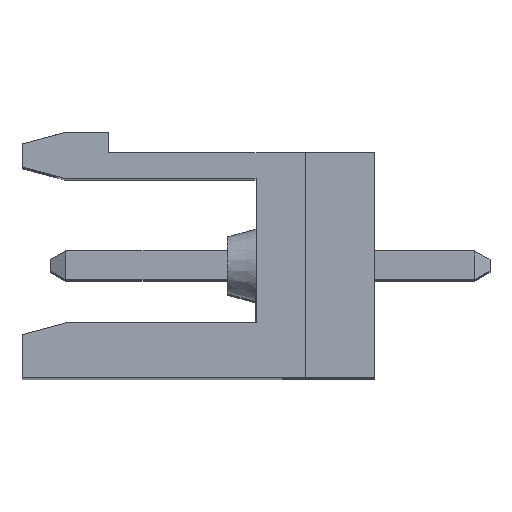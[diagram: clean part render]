
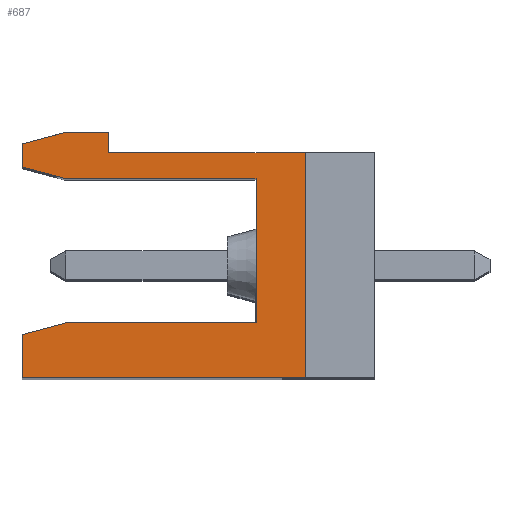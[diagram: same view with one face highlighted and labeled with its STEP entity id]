
A CAD part, top view. The second image highlights one B-rep face of the part: STEP entity #687.
In plain terms, the highlighted planar face has unit normal (0, 0, 1).
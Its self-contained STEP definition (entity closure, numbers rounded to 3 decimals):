
#687 = ADVANCED_FACE( '', ( #1479 ), #1480, .F. );
#1479 = FACE_OUTER_BOUND( '', #2357, .T. );
#1480 = PLANE( '', #2358 );
#2357 = EDGE_LOOP( '', ( #4395, #4396, #4397, #4398, #4399, #4400, #4401, #4402, #4403, #4404, #4405, #4406, #4407 ) );
#2358 = AXIS2_PLACEMENT_3D( '', #4408, #4409, #4410 );
#4395 = ORIENTED_EDGE( '', *, *, #5980, .T. );
#4396 = ORIENTED_EDGE( '', *, *, #5664, .T. );
#4397 = ORIENTED_EDGE( '', *, *, #5686, .F. );
#4398 = ORIENTED_EDGE( '', *, *, #5675, .T. );
#4399 = ORIENTED_EDGE( '', *, *, #5701, .F. );
#4400 = ORIENTED_EDGE( '', *, *, #5227, .F. );
#4401 = ORIENTED_EDGE( '', *, *, #5949, .F. );
#4402 = ORIENTED_EDGE( '', *, *, #5910, .F. );
#4403 = ORIENTED_EDGE( '', *, *, #5493, .F. );
#4404 = ORIENTED_EDGE( '', *, *, #5584, .F. );
#4405 = ORIENTED_EDGE( '', *, *, #5343, .F. );
#4406 = ORIENTED_EDGE( '', *, *, #5850, .F. );
#4407 = ORIENTED_EDGE( '', *, *, #5924, .T. );
#4408 = CARTESIAN_POINT( '', ( 197.225, 104.81, -24.28 ) );
#4409 = DIRECTION( '', ( 0., 0., -1. ) );
#4410 = DIRECTION( '', ( 0., -1., 0. ) );
#5227 = EDGE_CURVE( '', #6275, #6161, #6277, .T. );
#5343 = EDGE_CURVE( '', #6478, #6426, #6480, .T. );
#5493 = EDGE_CURVE( '', #6717, #6712, #6719, .T. );
#5584 = EDGE_CURVE( '', #6426, #6717, #6861, .T. );
#5664 = EDGE_CURVE( '', #6984, #6982, #6985, .T. );
#5675 = EDGE_CURVE( '', #7003, #7004, #7005, .T. );
#5686 = EDGE_CURVE( '', #7003, #6982, #7020, .T. );
#5701 = EDGE_CURVE( '', #6161, #7004, #7038, .T. );
#5850 = EDGE_CURVE( '', #7236, #6478, #7238, .T. );
#5910 = EDGE_CURVE( '', #6712, #7314, #7315, .T. );
#5924 = EDGE_CURVE( '', #7236, #7329, #7331, .T. );
#5949 = EDGE_CURVE( '', #7314, #6275, #7363, .T. );
#5980 = EDGE_CURVE( '', #7329, #6984, #7395, .T. );
#6161 = VERTEX_POINT( '', #7599 );
#6275 = VERTEX_POINT( '', #7770 );
#6277 = LINE( '', #7773, #7774 );
#6426 = VERTEX_POINT( '', #7990 );
#6478 = VERTEX_POINT( '', #8069 );
#6480 = LINE( '', #8072, #8073 );
#6712 = VERTEX_POINT( '', #8407 );
#6717 = VERTEX_POINT( '', #8414 );
#6719 = LINE( '', #8417, #8418 );
#6861 = LINE( '', #8638, #8639 );
#6982 = VERTEX_POINT( '', #8816 );
#6984 = VERTEX_POINT( '', #8819 );
#6985 = LINE( '', #8820, #8821 );
#7003 = VERTEX_POINT( '', #8848 );
#7004 = VERTEX_POINT( '', #8849 );
#7005 = LINE( '', #8850, #8851 );
#7020 = LINE( '', #8875, #8876 );
#7038 = LINE( '', #8904, #8905 );
#7236 = VERTEX_POINT( '', #9199 );
#7238 = LINE( '', #9202, #9203 );
#7314 = VERTEX_POINT( '', #9319 );
#7315 = LINE( '', #9320, #9321 );
#7329 = VERTEX_POINT( '', #9343 );
#7331 = LINE( '', #9346, #9347 );
#7363 = LINE( '', #9396, #9397 );
#7395 = LINE( '', #9446, #9447 );
#7599 = CARTESIAN_POINT( '', ( 194.425, 96.21, -24.28 ) );
#7770 = CARTESIAN_POINT( '', ( 204.225, 96.21, -24.28 ) );
#7773 = CARTESIAN_POINT( '', ( 194.225, 96.21, -24.28 ) );
#7774 = VECTOR( '', #9739, 1000. );
#7990 = CARTESIAN_POINT( '', ( 195.918, 104.71, -24.28 ) );
#8069 = CARTESIAN_POINT( '', ( 194.425, 104.31, -24.28 ) );
#8072 = CARTESIAN_POINT( '', ( 195.918, 104.71, -24.28 ) );
#8073 = VECTOR( '', #9841, 1000. );
#8407 = CARTESIAN_POINT( '', ( 197.425, 104.01, -24.28 ) );
#8414 = CARTESIAN_POINT( '', ( 197.425, 104.71, -24.28 ) );
#8417 = CARTESIAN_POINT( '', ( 197.425, 104.31, -24.28 ) );
#8418 = VECTOR( '', #9971, 1000. );
#8638 = CARTESIAN_POINT( '', ( 197.425, 104.71, -24.28 ) );
#8639 = VECTOR( '', #10041, 1000. );
#8816 = CARTESIAN_POINT( '', ( 202.525, 98.11, -24.28 ) );
#8819 = CARTESIAN_POINT( '', ( 202.525, 103.11, -24.28 ) );
#8820 = CARTESIAN_POINT( '', ( 202.525, 104.81, -24.28 ) );
#8821 = VECTOR( '', #10117, 1000. );
#8848 = CARTESIAN_POINT( '', ( 195.925, 98.11, -24.28 ) );
#8849 = CARTESIAN_POINT( '', ( 194.425, 97.708, -24.28 ) );
#8850 = CARTESIAN_POINT( '', ( 194.425, 97.708, -24.28 ) );
#8851 = VECTOR( '', #10130, 1000. );
#8875 = CARTESIAN_POINT( '', ( 197.225, 98.11, -24.28 ) );
#8876 = VECTOR( '', #10137, 1000. );
#8904 = CARTESIAN_POINT( '', ( 194.425, 104.41, -24.28 ) );
#8905 = VECTOR( '', #10148, 1000. );
#9199 = CARTESIAN_POINT( '', ( 194.425, 103.51, -24.28 ) );
#9202 = CARTESIAN_POINT( '', ( 194.425, 104.41, -24.28 ) );
#9203 = VECTOR( '', #10267, 1000. );
#9319 = CARTESIAN_POINT( '', ( 204.225, 104.01, -24.28 ) );
#9320 = CARTESIAN_POINT( '', ( 204.025, 104.01, -24.28 ) );
#9321 = VECTOR( '', #10311, 1000. );
#9343 = CARTESIAN_POINT( '', ( 195.918, 103.11, -24.28 ) );
#9346 = CARTESIAN_POINT( '', ( 196.713, 102.897, -24.28 ) );
#9347 = VECTOR( '', #10321, 1000. );
#9396 = CARTESIAN_POINT( '', ( 204.225, 96.21, -24.28 ) );
#9397 = VECTOR( '', #10339, 1000. );
#9446 = CARTESIAN_POINT( '', ( 197.225, 103.11, -24.28 ) );
#9447 = VECTOR( '', #10357, 1000. );
#9739 = DIRECTION( '', ( -1., 0., 0. ) );
#9841 = DIRECTION( '', ( 0.966, 0.259, 0. ) );
#9971 = DIRECTION( '', ( 0., -1., 0. ) );
#10041 = DIRECTION( '', ( 1., 0., 0. ) );
#10117 = DIRECTION( '', ( 0., -1., 0. ) );
#10130 = DIRECTION( '', ( -0.966, -0.259, 0. ) );
#10137 = DIRECTION( '', ( 1., 0., 0. ) );
#10148 = DIRECTION( '', ( 0., 1., 0. ) );
#10267 = DIRECTION( '', ( 0., 1., 0. ) );
#10311 = DIRECTION( '', ( 1., 0., 0. ) );
#10321 = DIRECTION( '', ( 0.966, -0.259, 0. ) );
#10339 = DIRECTION( '', ( 0., -1., 0. ) );
#10357 = DIRECTION( '', ( 1., 0., 0. ) );
